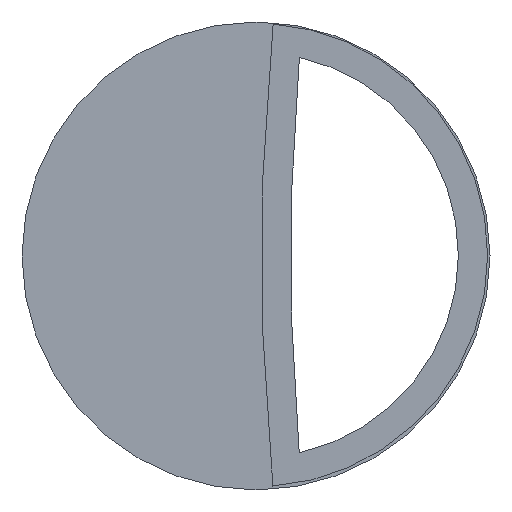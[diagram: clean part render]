
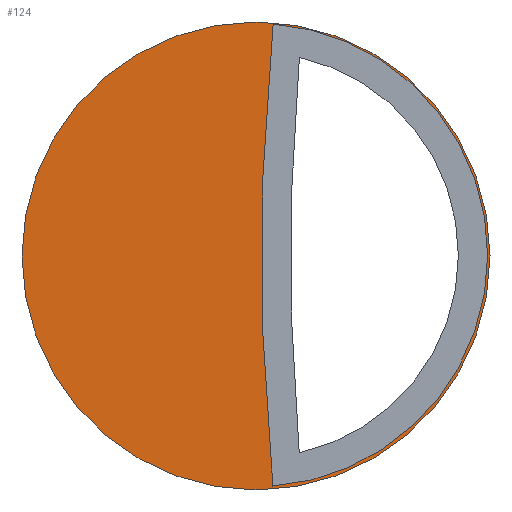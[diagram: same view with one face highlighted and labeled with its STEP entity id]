
A CAD part, front view. The second image highlights one B-rep face of the part: STEP entity #124.
In plain terms, the highlighted planar face has unit normal (0, -1, 0).
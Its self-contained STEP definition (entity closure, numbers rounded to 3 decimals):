
#16=FACE_BOUND('',#35,.T.);
#19=PLANE('',#142);
#25=FACE_OUTER_BOUND('',#34,.T.);
#34=EDGE_LOOP('',(#100));
#35=EDGE_LOOP('',(#101,#102));
#51=CIRCLE('',#132,7.325);
#53=CIRCLE('',#135,73.825);
#55=CIRCLE('',#138,7.4);
#62=VERTEX_POINT('',#196);
#63=VERTEX_POINT('',#198);
#65=VERTEX_POINT('',#207);
#72=EDGE_CURVE('',#62,#63,#51,.T.);
#75=EDGE_CURVE('',#63,#62,#53,.T.);
#78=EDGE_CURVE('',#65,#65,#55,.T.);
#100=ORIENTED_EDGE('',*,*,#78,.F.);
#101=ORIENTED_EDGE('',*,*,#75,.F.);
#102=ORIENTED_EDGE('',*,*,#72,.F.);
#124=ADVANCED_FACE('',(#25,#16),#19,.F.);
#132=AXIS2_PLACEMENT_3D('',#199,#155,#156);
#135=AXIS2_PLACEMENT_3D('',#203,#162,#163);
#138=AXIS2_PLACEMENT_3D('',#209,#169,#170);
#142=AXIS2_PLACEMENT_3D('',#215,#177,#178);
#155=DIRECTION('center_axis',(0.,-1.,0.));
#156=DIRECTION('ref_axis',(0.073,0.,-0.997));
#162=DIRECTION('center_axis',(0.,-1.,0.));
#163=DIRECTION('ref_axis',(-0.995,0.,0.099));
#169=DIRECTION('center_axis',(0.,1.,0.));
#170=DIRECTION('ref_axis',(1.,0.,0.));
#177=DIRECTION('center_axis',(0.,1.,0.));
#178=DIRECTION('ref_axis',(1.,0.,0.));
#196=CARTESIAN_POINT('',(-72.966,127.,-7.218));
#198=CARTESIAN_POINT('',(-72.96,127.,7.392));
#199=CARTESIAN_POINT('Origin',(-73.5,127.,0.087));
#203=CARTESIAN_POINT('Origin',(0.5,127.,0.058));
#207=CARTESIAN_POINT('',(-80.9,127.,0.058));
#209=CARTESIAN_POINT('Origin',(-73.5,127.,0.058));
#215=CARTESIAN_POINT('Origin',(-73.5,127.,0.058));
